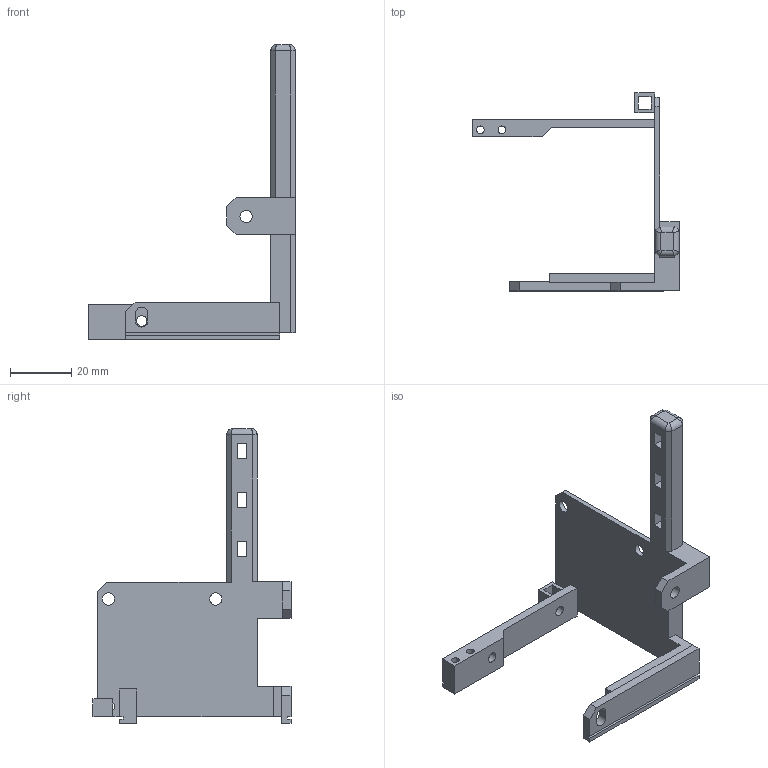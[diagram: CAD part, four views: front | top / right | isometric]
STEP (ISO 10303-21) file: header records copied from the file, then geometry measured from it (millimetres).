
FILE_DESCRIPTION(('HOOPS Exchange Step'),'2;1');
FILE_NAME('temp_export.step','2020-06-24T08:38:28+01:00',('mobile'),('Shapr3D Limited'),'HOOPS Exchange 2020.1','Shapr3D','Authorized');
FILE_SCHEMA( ('AP203_CONFIGURATION_CONTROLLED_3D_DESIGN_OF_MECHANICAL_PARTS_AND_ASSEMBLIES_MIM_LF') );
Length unit declared in the file: millimetre
Products named in the file (1): Fan Duct Bracket
Bounding box: 67.32 x 64.5 x 96.01 mm (x, y, z)
Volume: 16588.4 mm3; surface area: 12760 mm2
Topology: 1 solids, 1 shells, 98 faces, 294 edges, 198 vertices
Faces by surface type: plane 78, cylinder 20
Full cylindrical faces by diameter (mm): 2.5 x2, 3.4 x3, 4 x4
Entity records: 3373 total; most frequent: CARTESIAN_POINT 591, ORIENTED_EDGE 588, DIRECTION 543, EDGE_CURVE 294, VECTOR 243, LINE 243, VERTEX_POINT 198, AXIS2_PLACEMENT_3D 150
